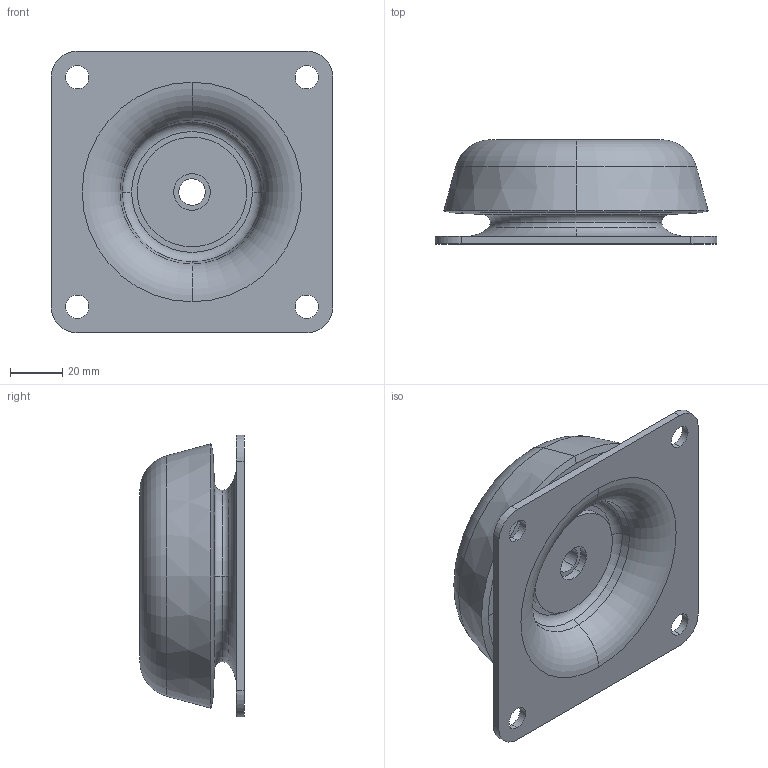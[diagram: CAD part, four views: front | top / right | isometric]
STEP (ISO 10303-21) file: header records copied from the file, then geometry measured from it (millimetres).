
FILE_DESCRIPTION (( 'STEP AP203' ), '1' );
FILE_NAME ('EF304048.STEP', '2021-06-03T05:50:25', ( '' ), ( '' ), 'SwSTEP 2.0', 'SolidWorks 2019', '' );
FILE_SCHEMA (( 'CONFIG_CONTROL_DESIGN' ));
Length unit declared in the file: millimetre
Products named in the file (1): EF304048
Bounding box: 108 x 40 x 108 mm (x, y, z)
Volume: 213111.6 mm3; surface area: 42562.1 mm2
Topology: 1 solids, 1 shells, 321 faces, 846 edges, 560 vertices
Faces by surface type: plane 211, bspline 64, cylinder 24, torus 12, cone 10
Entity records: 13745 total; most frequent: CARTESIAN_POINT 6048, ORIENTED_EDGE 1692, DIRECTION 1326, EDGE_CURVE 846, LINE 626, VECTOR 626, VERTEX_POINT 560, EDGE_LOOP 364
